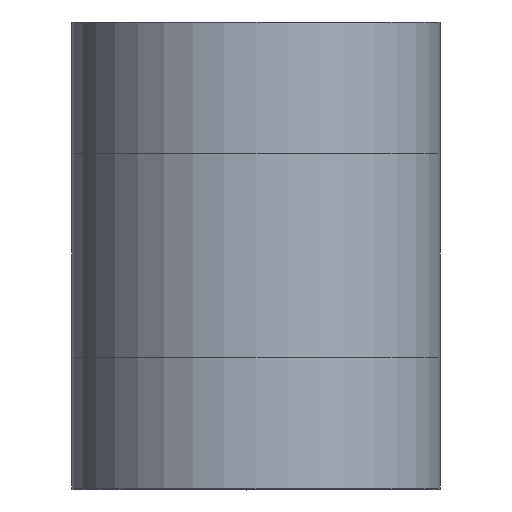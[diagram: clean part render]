
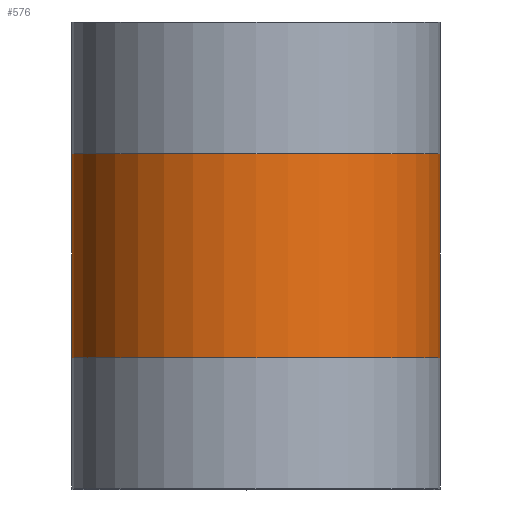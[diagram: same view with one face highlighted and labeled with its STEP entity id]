
A CAD part, top view. The second image highlights one B-rep face of the part: STEP entity #576.
In plain terms, the highlighted cylindrical face has radius 5.6 mm (diameter 11.2 mm), a partial arc.
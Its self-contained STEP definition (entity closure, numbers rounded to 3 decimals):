
#5 = DIRECTION ( 'NONE',  ( 0., -1., 0. ) ) ;
#7 = CARTESIAN_POINT ( 'NONE',  ( -5.6, 10.2, 0. ) ) ;
#111 = CARTESIAN_POINT ( 'NONE',  ( 0., 10.2, 0. ) ) ;
#167 = ORIENTED_EDGE ( 'NONE', *, *, #600, .F. ) ;
#216 = FACE_OUTER_BOUND ( 'NONE', #1053, .T. ) ;
#224 = CARTESIAN_POINT ( 'NONE',  ( 5.6, 7.1, 0. ) ) ;
#247 = LINE ( 'NONE', #224, #1194 ) ;
#328 = DIRECTION ( 'NONE',  ( 0., -1., 0. ) ) ;
#469 = VERTEX_POINT ( 'NONE', #7 ) ;
#576 = ADVANCED_FACE ( 'NONE', ( #216 ), #1171, .T. ) ;
#600 = EDGE_CURVE ( 'NONE', #1010, #641, #247, .T. ) ;
#631 = ORIENTED_EDGE ( 'NONE', *, *, #1391, .F. ) ;
#641 = VERTEX_POINT ( 'NONE', #1423 ) ;
#779 = CARTESIAN_POINT ( 'NONE',  ( -5.6, 4., 0. ) ) ;
#781 = VECTOR ( 'NONE', #1276, 1000. ) ;
#812 = EDGE_CURVE ( 'NONE', #469, #1182, #975, .T. ) ;
#817 = DIRECTION ( 'NONE',  ( 0., 1., 0. ) ) ;
#849 = CIRCLE ( 'NONE', #925, 5.6 ) ;
#920 = DIRECTION ( 'NONE',  ( 1., 0., 0. ) ) ;
#925 = AXIS2_PLACEMENT_3D ( 'NONE', #111, #817, #1293 ) ;
#926 = EDGE_CURVE ( 'NONE', #469, #1010, #849, .T. ) ;
#931 = DIRECTION ( 'NONE',  ( 0., 1., 0. ) ) ;
#975 = LINE ( 'NONE', #1456, #781 ) ;
#983 = AXIS2_PLACEMENT_3D ( 'NONE', #1038, #328, #920 ) ;
#1010 = VERTEX_POINT ( 'NONE', #1208 ) ;
#1038 = CARTESIAN_POINT ( 'NONE',  ( 0., 4., 0. ) ) ;
#1053 = EDGE_LOOP ( 'NONE', ( #167, #1328, #1406, #631 ) ) ;
#1124 = CIRCLE ( 'NONE', #983, 5.6 ) ;
#1171 = CYLINDRICAL_SURFACE ( 'NONE', #1387, 5.6 ) ;
#1182 = VERTEX_POINT ( 'NONE', #779 ) ;
#1194 = VECTOR ( 'NONE', #5, 1000. ) ;
#1208 = CARTESIAN_POINT ( 'NONE',  ( 5.6, 10.2, 0. ) ) ;
#1276 = DIRECTION ( 'NONE',  ( 0., -1., 0. ) ) ;
#1278 = CARTESIAN_POINT ( 'NONE',  ( 0., 7.1, 0. ) ) ;
#1293 = DIRECTION ( 'NONE',  ( 1., 0., 0. ) ) ;
#1328 = ORIENTED_EDGE ( 'NONE', *, *, #926, .F. ) ;
#1387 = AXIS2_PLACEMENT_3D ( 'NONE', #1278, #931, #1540 ) ;
#1391 = EDGE_CURVE ( 'NONE', #641, #1182, #1124, .T. ) ;
#1406 = ORIENTED_EDGE ( 'NONE', *, *, #812, .T. ) ;
#1423 = CARTESIAN_POINT ( 'NONE',  ( 5.6, 4., 0. ) ) ;
#1456 = CARTESIAN_POINT ( 'NONE',  ( -5.6, 7.1, 0. ) ) ;
#1540 = DIRECTION ( 'NONE',  ( 1., 0., 0. ) ) ;
